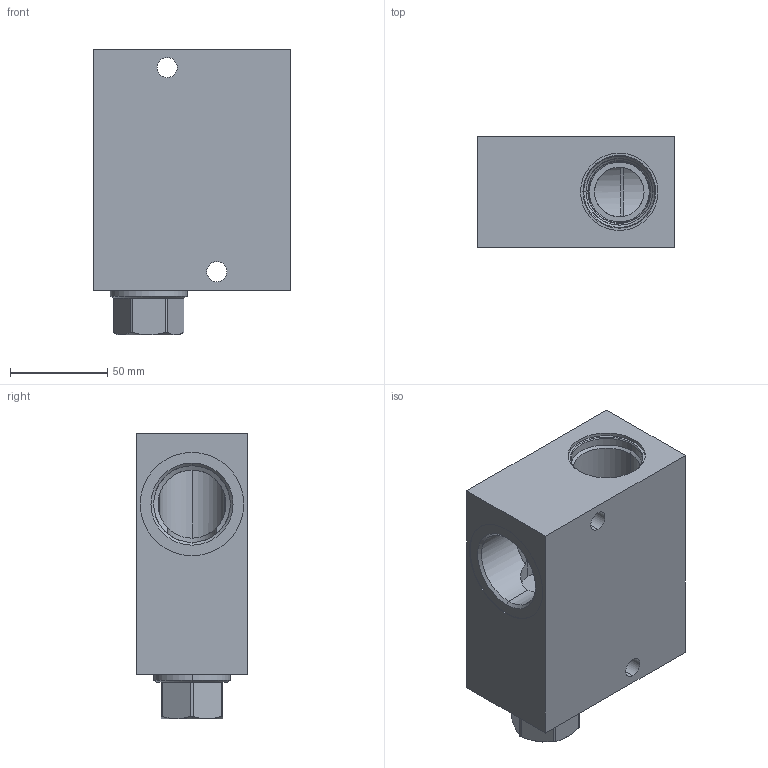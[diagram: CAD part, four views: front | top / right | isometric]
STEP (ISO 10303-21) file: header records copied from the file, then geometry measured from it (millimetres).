
FILE_DESCRIPTION((''),'2;1');
FILE_NAME('INY_ASM','2022-01-27T',('ProEService'),(''),'PRO/ENGINEER BY PARAMETRIC TECHNOLOGY CORPORATION, 2014200','PRO/ENGINEER BY PARAMETRIC TECHNOLOGY CORPORATION, 2014200','');
FILE_SCHEMA(('CONFIG_CONTROL_DESIGN'));
Length unit declared in the file: inch
Products named in the file (3): 150-758-009; CXHAXAN; INY_ASM
Assembly tree (2 placements, depth 2):
  INY_ASM
    150-758-009
    CXHAXAN
Bounding box: 101.6 x 57.15 x 146.86 mm (x, y, z)
Volume: 521094.7 mm3; surface area: 96270.3 mm2
Topology: 4 solids, 4 shells, 235 faces, 753 edges, 617 vertices
Faces by surface type: cylinder 111, cone 51, plane 46, torus 19, revolution 8
Entity records: 9809 total; most frequent: CARTESIAN_POINT 3205, DIRECTION 1399, ORIENTED_EDGE 1112, EDGE_CURVE 556, AXIS2_PLACEMENT_3D 503, VECTOR 385, LINE 385, VERTEX_POINT 339
